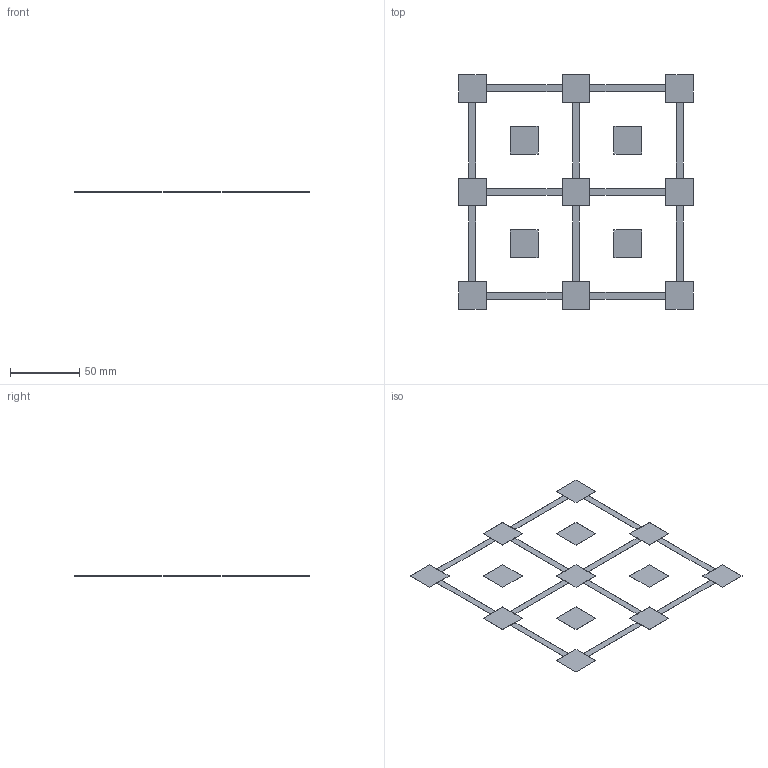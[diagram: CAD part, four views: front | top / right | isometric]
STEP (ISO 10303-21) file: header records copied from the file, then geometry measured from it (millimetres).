
FILE_DESCRIPTION(/* description */ (''),/* implementation_level */ '2;1');
FILE_NAME(/* name */ '印刷テスト用データ',/* time_stamp */ '2023-11-05T14:56:49+09:00',/* author */ (''),/* organization */ (''),/* preprocessor_version */ 'ST-DEVELOPER v16.5',/* originating_system */ 'Rhino 7.34',/* authorisation */ '');
FILE_SCHEMA (('AUTOMOTIVE_DESIGN_CC2'));
Length unit declared in the file: millimetre
Products named in the file (1): Document
Bounding box: 170 x 170 x 0.1 mm (x, y, z)
Volume: 850 mm3; surface area: 17248 mm2
Topology: 25 solids, 25 shells, 150 faces, 303 edges, 203 vertices
Faces by surface type: plane 150
Entity records: 3377 total; most frequent: CARTESIAN_POINT 968, ORIENTED_EDGE 600, B_SPLINE_CURVE_WITH_KNOTS 303, EDGE_CURVE 300, VERTEX_POINT 200, DIRECTION 156, AXIS2_PLACEMENT_3D 153, ADVANCED_FACE 150
